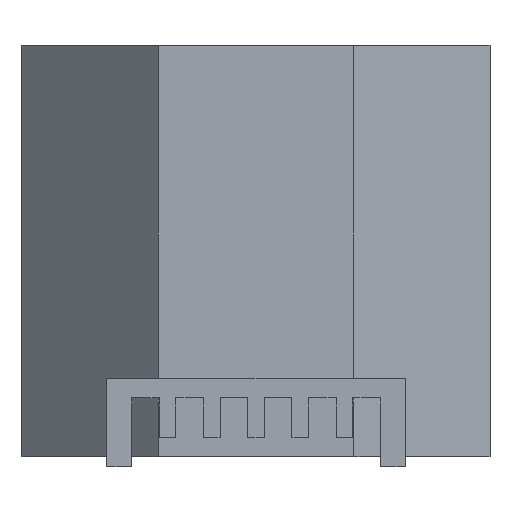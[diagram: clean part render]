
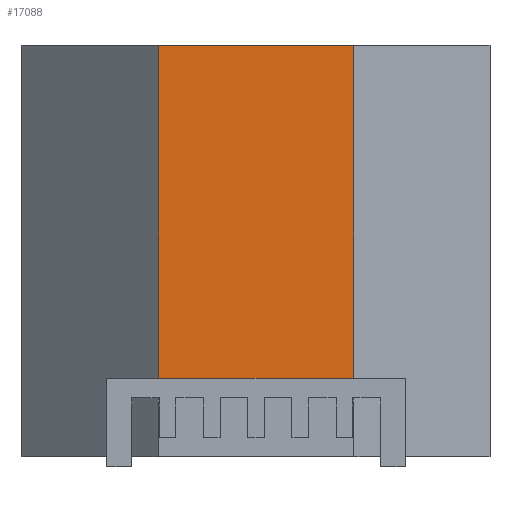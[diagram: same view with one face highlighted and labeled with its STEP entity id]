
A CAD part, front view. The second image highlights one B-rep face of the part: STEP entity #17088.
In plain terms, the highlighted planar face has unit normal (0, -1, 0).
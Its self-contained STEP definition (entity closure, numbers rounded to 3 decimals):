
#16164 = PLANE('',#16165);
#16165 = AXIS2_PLACEMENT_3D('',#16166,#16167,#16168);
#16166 = CARTESIAN_POINT('',(-5.65,-15.2,7.));
#16167 = DIRECTION('',(0.,0.,-1.));
#16168 = DIRECTION('',(-1.,0.,0.));
#16733 = VERTEX_POINT('',#16734);
#16734 = CARTESIAN_POINT('',(5.,-11.95,7.));
#16748 = PLANE('',#16749);
#16749 = AXIS2_PLACEMENT_3D('',#16750,#16751,#16752);
#16750 = CARTESIAN_POINT('',(5.,-11.95,7.));
#16751 = DIRECTION('',(0.707,-0.707,0.
    ));
#16752 = DIRECTION('',(0.707,0.707,0.)
  );
#16760 = EDGE_CURVE('',#16761,#16733,#16763,.T.);
#16761 = VERTEX_POINT('',#16762);
#16762 = CARTESIAN_POINT('',(-5.,-11.95,7.));
#16763 = SURFACE_CURVE('',#16764,(#16768,#16775),.PCURVE_S1.);
#16764 = LINE('',#16765,#16766);
#16765 = CARTESIAN_POINT('',(-5.,-11.95,7.));
#16766 = VECTOR('',#16767,1.);
#16767 = DIRECTION('',(1.,0.,0.));
#16768 = PCURVE('',#16164,#16769);
#16769 = DEFINITIONAL_REPRESENTATION('',(#16770),#16774);
#16770 = LINE('',#16771,#16772);
#16771 = CARTESIAN_POINT('',(-0.65,3.25));
#16772 = VECTOR('',#16773,1.);
#16773 = DIRECTION('',(-1.,0.));
#16774 = ( GEOMETRIC_REPRESENTATION_CONTEXT(2) 
PARAMETRIC_REPRESENTATION_CONTEXT() REPRESENTATION_CONTEXT('2D SPACE',''
  ) );
#16775 = PCURVE('',#16776,#16781);
#16776 = PLANE('',#16777);
#16777 = AXIS2_PLACEMENT_3D('',#16778,#16779,#16780);
#16778 = CARTESIAN_POINT('',(-5.,-11.95,7.));
#16779 = DIRECTION('',(0.,-1.,0.));
#16780 = DIRECTION('',(1.,0.,0.));
#16781 = DEFINITIONAL_REPRESENTATION('',(#16782),#16786);
#16782 = LINE('',#16783,#16784);
#16783 = CARTESIAN_POINT('',(0.,0.));
#16784 = VECTOR('',#16785,1.);
#16785 = DIRECTION('',(1.,0.));
#16786 = ( GEOMETRIC_REPRESENTATION_CONTEXT(2) 
PARAMETRIC_REPRESENTATION_CONTEXT() REPRESENTATION_CONTEXT('2D SPACE',''
  ) );
#16804 = PLANE('',#16805);
#16805 = AXIS2_PLACEMENT_3D('',#16806,#16807,#16808);
#16806 = CARTESIAN_POINT('',(-11.95,-5.,7.));
#16807 = DIRECTION('',(-0.707,-0.707,0.
    ));
#16808 = DIRECTION('',(0.707,-0.707,0.
    ));
#16925 = VERTEX_POINT('',#16926);
#16926 = CARTESIAN_POINT('',(5.,-11.95,24.));
#16940 = PLANE('',#16941);
#16941 = AXIS2_PLACEMENT_3D('',#16942,#16943,#16944);
#16942 = CARTESIAN_POINT('',(0.,0.,24.)
  );
#16943 = DIRECTION('',(0.,0.,1.));
#16944 = DIRECTION('',(-1.,0.,0.));
#16952 = EDGE_CURVE('',#16733,#16925,#16953,.T.);
#16953 = SURFACE_CURVE('',#16954,(#16958,#16965),.PCURVE_S1.);
#16954 = LINE('',#16955,#16956);
#16955 = CARTESIAN_POINT('',(5.,-11.95,7.));
#16956 = VECTOR('',#16957,1.);
#16957 = DIRECTION('',(0.,0.,1.));
#16958 = PCURVE('',#16748,#16959);
#16959 = DEFINITIONAL_REPRESENTATION('',(#16960),#16964);
#16960 = LINE('',#16961,#16962);
#16961 = CARTESIAN_POINT('',(0.,0.));
#16962 = VECTOR('',#16963,1.);
#16963 = DIRECTION('',(0.,1.));
#16964 = ( GEOMETRIC_REPRESENTATION_CONTEXT(2) 
PARAMETRIC_REPRESENTATION_CONTEXT() REPRESENTATION_CONTEXT('2D SPACE',''
  ) );
#16965 = PCURVE('',#16776,#16966);
#16966 = DEFINITIONAL_REPRESENTATION('',(#16967),#16971);
#16967 = LINE('',#16968,#16969);
#16968 = CARTESIAN_POINT('',(10.,0.));
#16969 = VECTOR('',#16970,1.);
#16970 = DIRECTION('',(0.,1.));
#16971 = ( GEOMETRIC_REPRESENTATION_CONTEXT(2) 
PARAMETRIC_REPRESENTATION_CONTEXT() REPRESENTATION_CONTEXT('2D SPACE',''
  ) );
#17088 = ADVANCED_FACE('',(#17089),#16776,.T.);
#17089 = FACE_BOUND('',#17090,.T.);
#17090 = EDGE_LOOP('',(#17091,#17092,#17093,#17116));
#17091 = ORIENTED_EDGE('',*,*,#16760,.T.);
#17092 = ORIENTED_EDGE('',*,*,#16952,.T.);
#17093 = ORIENTED_EDGE('',*,*,#17094,.F.);
#17094 = EDGE_CURVE('',#17095,#16925,#17097,.T.);
#17095 = VERTEX_POINT('',#17096);
#17096 = CARTESIAN_POINT('',(-5.,-11.95,24.));
#17097 = SURFACE_CURVE('',#17098,(#17102,#17109),.PCURVE_S1.);
#17098 = LINE('',#17099,#17100);
#17099 = CARTESIAN_POINT('',(-5.,-11.95,24.));
#17100 = VECTOR('',#17101,1.);
#17101 = DIRECTION('',(1.,0.,0.));
#17102 = PCURVE('',#16776,#17103);
#17103 = DEFINITIONAL_REPRESENTATION('',(#17104),#17108);
#17104 = LINE('',#17105,#17106);
#17105 = CARTESIAN_POINT('',(0.,17.));
#17106 = VECTOR('',#17107,1.);
#17107 = DIRECTION('',(1.,0.));
#17108 = ( GEOMETRIC_REPRESENTATION_CONTEXT(2) 
PARAMETRIC_REPRESENTATION_CONTEXT() REPRESENTATION_CONTEXT('2D SPACE',''
  ) );
#17109 = PCURVE('',#16940,#17110);
#17110 = DEFINITIONAL_REPRESENTATION('',(#17111),#17115);
#17111 = LINE('',#17112,#17113);
#17112 = CARTESIAN_POINT('',(5.,11.95));
#17113 = VECTOR('',#17114,1.);
#17114 = DIRECTION('',(-1.,0.));
#17115 = ( GEOMETRIC_REPRESENTATION_CONTEXT(2) 
PARAMETRIC_REPRESENTATION_CONTEXT() REPRESENTATION_CONTEXT('2D SPACE',''
  ) );
#17116 = ORIENTED_EDGE('',*,*,#17117,.T.);
#17117 = EDGE_CURVE('',#17095,#16761,#17118,.T.);
#17118 = SURFACE_CURVE('',#17119,(#17123,#17130),.PCURVE_S1.);
#17119 = LINE('',#17120,#17121);
#17120 = CARTESIAN_POINT('',(-5.,-11.95,7.));
#17121 = VECTOR('',#17122,1.);
#17122 = DIRECTION('',(0.,0.,-1.));
#17123 = PCURVE('',#16776,#17124);
#17124 = DEFINITIONAL_REPRESENTATION('',(#17125),#17129);
#17125 = LINE('',#17126,#17127);
#17126 = CARTESIAN_POINT('',(0.,0.));
#17127 = VECTOR('',#17128,1.);
#17128 = DIRECTION('',(0.,-1.));
#17129 = ( GEOMETRIC_REPRESENTATION_CONTEXT(2) 
PARAMETRIC_REPRESENTATION_CONTEXT() REPRESENTATION_CONTEXT('2D SPACE',''
  ) );
#17130 = PCURVE('',#16804,#17131);
#17131 = DEFINITIONAL_REPRESENTATION('',(#17132),#17136);
#17132 = LINE('',#17133,#17134);
#17133 = CARTESIAN_POINT('',(9.829,0.));
#17134 = VECTOR('',#17135,1.);
#17135 = DIRECTION('',(0.,-1.));
#17136 = ( GEOMETRIC_REPRESENTATION_CONTEXT(2) 
PARAMETRIC_REPRESENTATION_CONTEXT() REPRESENTATION_CONTEXT('2D SPACE',''
  ) );
